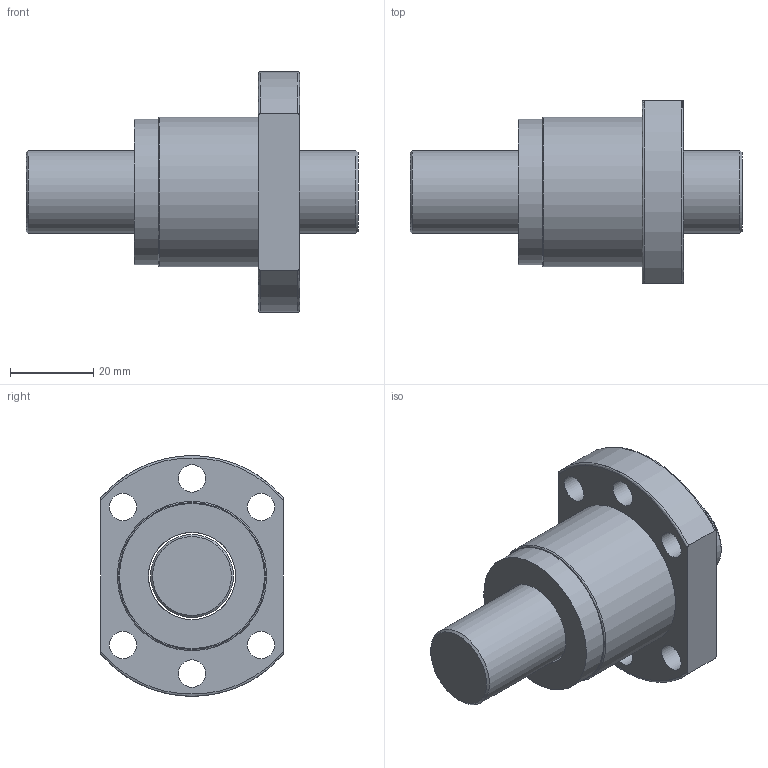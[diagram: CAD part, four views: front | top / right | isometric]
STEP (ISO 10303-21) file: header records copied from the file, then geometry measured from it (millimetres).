
FILE_DESCRIPTION(/* description */ (''),/* implementation_level */ '2;1');
FILE_NAME(/* name */ 'SFS2005',/* time_stamp */ '2007-10-26T10:38:22+08:00',/* author */ (''),/* organization */ (''),/* preprocessor_version */ 'ST-DEVELOPER v9',/* originating_system */ 'UGS - NX 3.0',/* authorisation */ '');
FILE_SCHEMA (('CONFIG_CONTROL_DESIGN'));
Length unit declared in the file: millimetre
Products named in the file (1): jaso37B0hu6j
Bounding box: 80 x 44 x 58 mm (x, y, z)
Volume: 61682.1 mm3; surface area: 21777.2 mm2
Topology: 4 solids, 4 shells, 36 faces, 79 edges, 54 vertices
Faces by surface type: cylinder 16, plane 10, torus 5, bspline 3, cone 2
Full cylindrical faces by diameter (mm): 6.6 x6, 20 x1, 21 x3, 35 x2, 36 x2
Entity records: 1162 total; most frequent: CARTESIAN_POINT 345, DIRECTION 150, ORIENTED_EDGE 112, EDGE_LOOP 74, AXIS2_PLACEMENT_3D 71, EDGE_CURVE 56, FACE_BOUND 53, VERTEX_POINT 48
